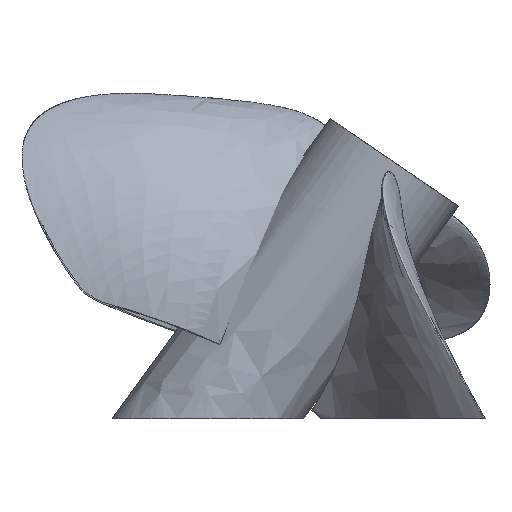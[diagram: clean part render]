
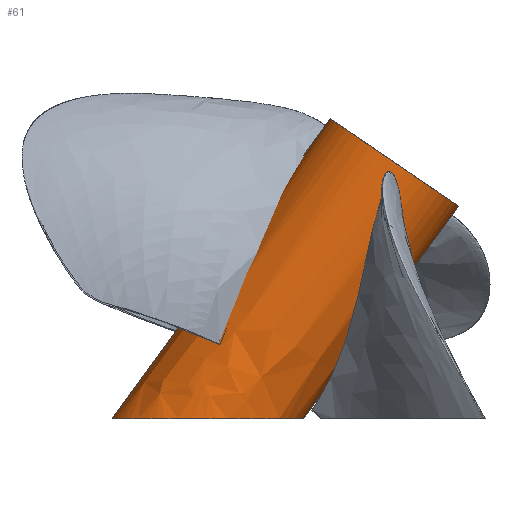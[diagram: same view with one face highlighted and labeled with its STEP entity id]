
A CAD part, front view. The second image highlights one B-rep face of the part: STEP entity #61.
In plain terms, the highlighted free-form (B-spline) face has degree [3, 2] with [5, 5] control points.
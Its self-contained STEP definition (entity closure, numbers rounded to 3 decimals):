
#61=ADVANCED_FACE('',(#70),#196,.T.);
#70=FACE_OUTER_BOUND('',#79,.T.);
#79=EDGE_LOOP('',(#91,#92,#93,#94));
#91=ORIENTED_EDGE('',*,*,#134,.T.);
#92=ORIENTED_EDGE('',*,*,#129,.T.);
#93=ORIENTED_EDGE('',*,*,#123,.T.);
#94=ORIENTED_EDGE('',*,*,#133,.F.);
#123=EDGE_CURVE('',#175,#179,#168,.T.);
#129=EDGE_CURVE('',#177,#175,#153,.T.);
#133=EDGE_CURVE('',#181,#179,#173,.T.);
#134=EDGE_CURVE('',#181,#177,#154,.T.);
#153=B_SPLINE_CURVE_WITH_KNOTS('',3,(#377,#378,#379,#380,#381),
 .UNSPECIFIED.,.F.,.F.,(4,1,4),(16.978,18.317,23.317),
 .UNSPECIFIED.);
#154=B_SPLINE_CURVE_WITH_KNOTS('',3,(#399,#400,#401,#402,#403,#404,#405,
#406,#407,#408,#409,#410,#411,#412,#413,#414,#415,#416,#417,#418,#419),
 .UNSPECIFIED.,.F.,.F.,(4,2,3,2,3,2,3,2,4),(10.641,11.889,
13.128,14.545,15.962,17.379,18.796,
20.035,21.283),.UNSPECIFIED.);
#168=(
BOUNDED_CURVE()
B_SPLINE_CURVE(2,(#325,#326,#327,#328,#329),.UNSPECIFIED.,.F.,.F.)
B_SPLINE_CURVE_WITH_KNOTS((3,2,3),(0.,1.571,3.142),
 .UNSPECIFIED.)
CURVE()
GEOMETRIC_REPRESENTATION_ITEM()
RATIONAL_B_SPLINE_CURVE((1.,0.707,1.,0.707,1.))
REPRESENTATION_ITEM('')
);
#173=(
BOUNDED_CURVE()
B_SPLINE_CURVE(3,(#394,#395,#396,#397,#398),.UNSPECIFIED.,.F.,.F.)
B_SPLINE_CURVE_WITH_KNOTS((4,1,4),(14.372,18.317,23.317),
 .UNSPECIFIED.)
CURVE()
GEOMETRIC_REPRESENTATION_ITEM()
RATIONAL_B_SPLINE_CURVE((1.,1.,1.,1.,1.))
REPRESENTATION_ITEM('')
);
#175=VERTEX_POINT('',#317);
#177=VERTEX_POINT('',#319);
#179=VERTEX_POINT('',#321);
#181=VERTEX_POINT('',#323);
#196=(
BOUNDED_SURFACE()
B_SPLINE_SURFACE(3,2,((#237,#238,#239,#240,#241),(#242,#243,#244,#245,#246),
(#247,#248,#249,#250,#251),(#252,#253,#254,#255,#256),(#257,#258,#259,#260,
#261)),.UNSPECIFIED.,.F.,.F.,.F.)
B_SPLINE_SURFACE_WITH_KNOTS((4,1,4),(3,2,3),(13.317,18.317,
23.317),(0.,1.571,3.142),.UNSPECIFIED.)
GEOMETRIC_REPRESENTATION_ITEM()
RATIONAL_B_SPLINE_SURFACE(((1.,0.707,1.,0.707,1.),
(1.,0.707,1.,0.707,1.),(1.,0.707,1.,
0.707,1.),(1.,0.707,1.,0.707,1.),(1.,
0.707,1.,0.707,1.)))
REPRESENTATION_ITEM('')
SURFACE()
);
#237=CARTESIAN_POINT('',(-150.104,2.051,-534.056));
#238=CARTESIAN_POINT('',(-150.104,-335.11,-534.056));
#239=CARTESIAN_POINT('',(-428.872,-335.11,-343.947));
#240=CARTESIAN_POINT('',(-707.641,-335.11,-153.839));
#241=CARTESIAN_POINT('',(-707.641,2.051,-153.839));
#242=CARTESIAN_POINT('',(26.895,2.051,-290.894));
#243=CARTESIAN_POINT('',(26.895,-335.11,-290.894));
#244=CARTESIAN_POINT('',(-251.873,-335.11,-100.785));
#245=CARTESIAN_POINT('',(-530.641,-335.11,89.323));
#246=CARTESIAN_POINT('',(-530.641,2.051,89.323));
#247=CARTESIAN_POINT('',(380.894,2.051,195.43));
#248=CARTESIAN_POINT('',(380.894,-335.11,195.43));
#249=CARTESIAN_POINT('',(102.126,-335.11,385.539));
#250=CARTESIAN_POINT('',(-176.643,-335.11,575.647));
#251=CARTESIAN_POINT('',(-176.643,2.051,575.647));
#252=CARTESIAN_POINT('',(734.892,2.051,681.754));
#253=CARTESIAN_POINT('',(734.892,-335.11,681.754));
#254=CARTESIAN_POINT('',(456.124,-335.11,871.863));
#255=CARTESIAN_POINT('',(177.356,-335.11,1061.971));
#256=CARTESIAN_POINT('',(177.356,2.051,1061.971));
#257=CARTESIAN_POINT('',(911.892,2.051,924.916));
#258=CARTESIAN_POINT('',(911.892,-335.11,924.916));
#259=CARTESIAN_POINT('',(633.124,-335.11,1115.025));
#260=CARTESIAN_POINT('',(354.356,-335.11,1305.133));
#261=CARTESIAN_POINT('',(354.356,2.051,1305.133));
#317=CARTESIAN_POINT('',(911.892,2.051,924.916));
#319=CARTESIAN_POINT('',(238.639,2.051,0.));
#321=CARTESIAN_POINT('',(354.356,2.051,1305.133));
#323=CARTESIAN_POINT('',(-595.66,2.051,0.));
#325=CARTESIAN_POINT('',(911.892,2.051,924.916));
#326=CARTESIAN_POINT('',(911.892,-335.11,924.916));
#327=CARTESIAN_POINT('',(633.124,-335.11,1115.025));
#328=CARTESIAN_POINT('',(354.356,-335.11,1305.133));
#329=CARTESIAN_POINT('',(354.356,2.051,1305.133));
#377=CARTESIAN_POINT('',(238.639,2.051,0.));
#378=CARTESIAN_POINT('',(286.057,2.051,65.143));
#379=CARTESIAN_POINT('',(510.475,2.051,373.449));
#380=CARTESIAN_POINT('',(734.892,2.051,681.754));
#381=CARTESIAN_POINT('',(911.892,2.051,924.916));
#394=CARTESIAN_POINT('',(-595.66,2.051,0.));
#395=CARTESIAN_POINT('',(-455.988,2.051,191.882));
#396=CARTESIAN_POINT('',(-139.316,2.051,626.927));
#397=CARTESIAN_POINT('',(177.356,2.051,1061.971));
#398=CARTESIAN_POINT('',(354.356,2.051,1305.133));
#399=CARTESIAN_POINT('',(-595.66,2.051,0.));
#400=CARTESIAN_POINT('',(-595.66,-44.69,0.));
#401=CARTESIAN_POINT('',(-583.651,-89.921,0.));
#402=CARTESIAN_POINT('',(-540.022,-171.964,0.));
#403=CARTESIAN_POINT('',(-509.37,-207.35,0.));
#404=CARTESIAN_POINT('',(-473.48,-236.358,0.));
#405=CARTESIAN_POINT('',(-432.337,-269.612,0.));
#406=CARTESIAN_POINT('',(-384.536,-294.362,0.));
#407=CARTESIAN_POINT('',(-284.19,-327.027,0.));
#408=CARTESIAN_POINT('',(-231.232,-335.11,0.));
#409=CARTESIAN_POINT('',(-178.511,-335.11,0.));
#410=CARTESIAN_POINT('',(-125.79,-335.11,0.));
#411=CARTESIAN_POINT('',(-72.832,-327.027,0.));
#412=CARTESIAN_POINT('',(27.514,-294.362,0.));
#413=CARTESIAN_POINT('',(75.315,-269.612,0.));
#414=CARTESIAN_POINT('',(116.458,-236.358,0.));
#415=CARTESIAN_POINT('',(152.348,-207.35,0.));
#416=CARTESIAN_POINT('',(183.001,-171.964,0.));
#417=CARTESIAN_POINT('',(226.629,-89.921,0.));
#418=CARTESIAN_POINT('',(238.639,-44.69,0.));
#419=CARTESIAN_POINT('',(238.639,2.051,0.));
